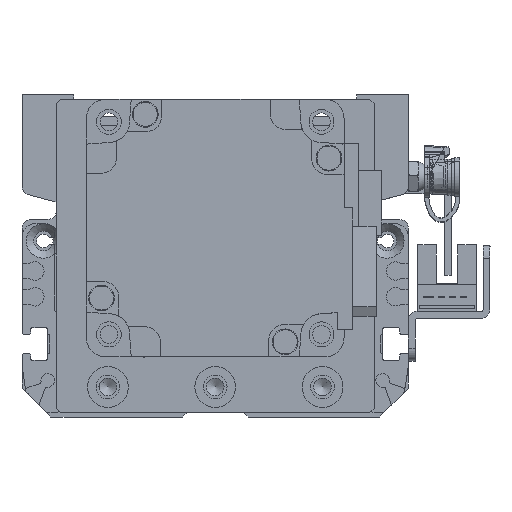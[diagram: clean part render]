
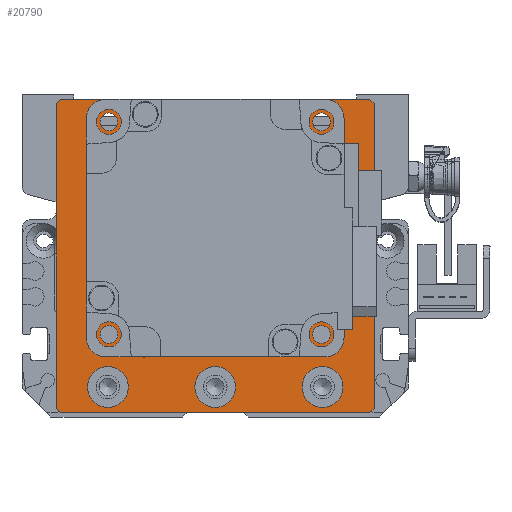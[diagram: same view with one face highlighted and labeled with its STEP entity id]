
A CAD part, left-side view. The second image highlights one B-rep face of the part: STEP entity #20790.
In plain terms, the highlighted face is planar.
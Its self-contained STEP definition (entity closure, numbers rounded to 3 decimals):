
#702=FACE_BOUND('',#3837,.T.);
#703=FACE_BOUND('',#3838,.T.);
#704=FACE_BOUND('',#3839,.T.);
#705=FACE_BOUND('',#3840,.T.);
#706=FACE_BOUND('',#3841,.T.);
#707=FACE_BOUND('',#3842,.T.);
#708=FACE_BOUND('',#3843,.T.);
#709=FACE_BOUND('',#3844,.T.);
#1115=PLANE('',#23001);
#2488=FACE_OUTER_BOUND('',#3836,.T.);
#3836=EDGE_LOOP('',(#17400,#17401,#17402,#17403,#17404,#17405,#17406,#17407));
#3837=EDGE_LOOP('',(#17408));
#3838=EDGE_LOOP('',(#17409));
#3839=EDGE_LOOP('',(#17410));
#3840=EDGE_LOOP('',(#17411));
#3841=EDGE_LOOP('',(#17412));
#3842=EDGE_LOOP('',(#17413));
#3843=EDGE_LOOP('',(#17414));
#3844=EDGE_LOOP('',(#17415));
#5457=LINE('',#34169,#7207);
#5463=LINE('',#34180,#7213);
#5470=LINE('',#34215,#7220);
#5473=LINE('',#34220,#7223);
#5479=LINE('',#34241,#7229);
#5482=LINE('',#34246,#7232);
#5483=LINE('',#34249,#7233);
#5491=LINE('',#34288,#7241);
#7207=VECTOR('',#27364,10.);
#7213=VECTOR('',#27372,10.);
#7220=VECTOR('',#27403,10.);
#7223=VECTOR('',#27408,10.);
#7229=VECTOR('',#27432,10.);
#7232=VECTOR('',#27437,10.);
#7233=VECTOR('',#27440,10.);
#7241=VECTOR('',#27490,10.);
#8604=CIRCLE('',#22970,4.75);
#8607=CIRCLE('',#22976,4.75);
#8610=CIRCLE('',#22982,4.75);
#8612=CIRCLE('',#22988,2.067);
#8613=CIRCLE('',#22990,2.067);
#8614=CIRCLE('',#22992,2.067);
#8615=CIRCLE('',#22994,2.067);
#8618=CIRCLE('',#22999,25.);
#10161=VERTEX_POINT('',#34167);
#10162=VERTEX_POINT('',#34168);
#10166=VERTEX_POINT('',#34178);
#10182=VERTEX_POINT('',#34214);
#10183=VERTEX_POINT('',#34218);
#10189=VERTEX_POINT('',#34240);
#10190=VERTEX_POINT('',#34244);
#10191=VERTEX_POINT('',#34248);
#10194=VERTEX_POINT('',#34257);
#10197=VERTEX_POINT('',#34268);
#10200=VERTEX_POINT('',#34279);
#10202=VERTEX_POINT('',#34290);
#10203=VERTEX_POINT('',#34294);
#10204=VERTEX_POINT('',#34298);
#10205=VERTEX_POINT('',#34302);
#10208=VERTEX_POINT('',#34311);
#12683=EDGE_CURVE('',#10161,#10162,#5457,.T.);
#12689=EDGE_CURVE('',#10161,#10166,#5463,.T.);
#12706=EDGE_CURVE('',#10182,#10166,#5470,.T.);
#12709=EDGE_CURVE('',#10182,#10183,#5473,.T.);
#12718=EDGE_CURVE('',#10189,#10183,#5479,.T.);
#12721=EDGE_CURVE('',#10189,#10190,#5482,.T.);
#12722=EDGE_CURVE('',#10191,#10190,#5483,.T.);
#12726=EDGE_CURVE('',#10194,#10194,#8604,.T.);
#12731=EDGE_CURVE('',#10197,#10197,#8607,.T.);
#12736=EDGE_CURVE('',#10200,#10200,#8610,.T.);
#12740=EDGE_CURVE('',#10191,#10162,#5491,.T.);
#12741=EDGE_CURVE('',#10202,#10202,#8612,.T.);
#12743=EDGE_CURVE('',#10203,#10203,#8613,.T.);
#12745=EDGE_CURVE('',#10204,#10204,#8614,.T.);
#12747=EDGE_CURVE('',#10205,#10205,#8615,.T.);
#12751=EDGE_CURVE('',#10208,#10208,#8618,.T.);
#17400=ORIENTED_EDGE('',*,*,#12683,.F.);
#17401=ORIENTED_EDGE('',*,*,#12689,.T.);
#17402=ORIENTED_EDGE('',*,*,#12706,.F.);
#17403=ORIENTED_EDGE('',*,*,#12709,.T.);
#17404=ORIENTED_EDGE('',*,*,#12718,.F.);
#17405=ORIENTED_EDGE('',*,*,#12721,.T.);
#17406=ORIENTED_EDGE('',*,*,#12722,.F.);
#17407=ORIENTED_EDGE('',*,*,#12740,.T.);
#17408=ORIENTED_EDGE('',*,*,#12726,.T.);
#17409=ORIENTED_EDGE('',*,*,#12731,.T.);
#17410=ORIENTED_EDGE('',*,*,#12736,.T.);
#17411=ORIENTED_EDGE('',*,*,#12741,.T.);
#17412=ORIENTED_EDGE('',*,*,#12743,.T.);
#17413=ORIENTED_EDGE('',*,*,#12745,.T.);
#17414=ORIENTED_EDGE('',*,*,#12747,.T.);
#17415=ORIENTED_EDGE('',*,*,#12751,.T.);
#20790=ADVANCED_FACE('',(#2488,#702,#703,#704,#705,#706,#707,#708,#709),
#1115,.T.);
#22970=AXIS2_PLACEMENT_3D('',#34258,#27450,#27451);
#22976=AXIS2_PLACEMENT_3D('',#34269,#27464,#27465);
#22982=AXIS2_PLACEMENT_3D('',#34280,#27478,#27479);
#22988=AXIS2_PLACEMENT_3D('',#34291,#27493,#27494);
#22990=AXIS2_PLACEMENT_3D('',#34295,#27498,#27499);
#22992=AXIS2_PLACEMENT_3D('',#34299,#27503,#27504);
#22994=AXIS2_PLACEMENT_3D('',#34303,#27508,#27509);
#22999=AXIS2_PLACEMENT_3D('',#34312,#27519,#27520);
#23001=AXIS2_PLACEMENT_3D('',#34316,#27525,#27526);
#27364=DIRECTION('',(0.707,-0.707,0.));
#27372=DIRECTION('',(-1.,0.,0.));
#27403=DIRECTION('',(0.707,0.707,0.));
#27408=DIRECTION('',(0.,-1.,0.));
#27432=DIRECTION('',(-0.707,0.707,0.));
#27437=DIRECTION('',(1.,0.,0.));
#27440=DIRECTION('',(-0.707,-0.707,0.));
#27450=DIRECTION('center_axis',(0.,0.,-1.));
#27451=DIRECTION('ref_axis',(1.,0.,0.));
#27464=DIRECTION('center_axis',(0.,0.,-1.));
#27465=DIRECTION('ref_axis',(1.,0.,0.));
#27478=DIRECTION('center_axis',(0.,0.,-1.));
#27479=DIRECTION('ref_axis',(1.,0.,0.));
#27490=DIRECTION('',(0.,1.,0.));
#27493=DIRECTION('center_axis',(0.,0.,-1.));
#27494=DIRECTION('ref_axis',(1.,0.,0.));
#27498=DIRECTION('center_axis',(0.,0.,-1.));
#27499=DIRECTION('ref_axis',(1.,0.,0.));
#27503=DIRECTION('center_axis',(0.,0.,-1.));
#27504=DIRECTION('ref_axis',(1.,0.,0.));
#27508=DIRECTION('center_axis',(0.,0.,-1.));
#27509=DIRECTION('ref_axis',(1.,0.,0.));
#27519=DIRECTION('center_axis',(0.,0.,-1.));
#27520=DIRECTION('ref_axis',(1.,0.,0.));
#27525=DIRECTION('center_axis',(0.,0.,1.));
#27526=DIRECTION('ref_axis',(1.,0.,0.));
#34167=CARTESIAN_POINT('',(36.,37.5,59.));
#34168=CARTESIAN_POINT('',(37.,36.5,59.));
#34169=CARTESIAN_POINT('',(36.625,36.875,59.));
#34178=CARTESIAN_POINT('',(-36.,37.5,59.));
#34180=CARTESIAN_POINT('',(37.,37.5,59.));
#34214=CARTESIAN_POINT('',(-37.,36.5,59.));
#34215=CARTESIAN_POINT('',(-36.625,36.875,59.));
#34218=CARTESIAN_POINT('',(-37.,-34.5,59.));
#34220=CARTESIAN_POINT('',(-37.,35.5,59.));
#34240=CARTESIAN_POINT('',(-36.,-35.5,59.));
#34241=CARTESIAN_POINT('',(-36.125,-35.375,59.));
#34244=CARTESIAN_POINT('',(36.,-35.5,59.));
#34246=CARTESIAN_POINT('',(-37.,-35.5,59.));
#34248=CARTESIAN_POINT('',(37.,-34.5,59.));
#34249=CARTESIAN_POINT('',(36.125,-35.375,59.));
#34257=CARTESIAN_POINT('',(-29.75,-29.5,59.));
#34258=CARTESIAN_POINT('Origin',(-25.,-29.5,59.));
#34268=CARTESIAN_POINT('',(-4.75,-29.5,59.));
#34269=CARTESIAN_POINT('Origin',(0.,-29.5,59.));
#34279=CARTESIAN_POINT('',(20.25,-29.5,59.));
#34280=CARTESIAN_POINT('Origin',(25.,-29.5,59.));
#34288=CARTESIAN_POINT('',(37.,-35.5,59.));
#34290=CARTESIAN_POINT('',(-26.816,-17.249,59.));
#34291=CARTESIAN_POINT('Origin',(-24.749,-17.249,59.));
#34294=CARTESIAN_POINT('',(-26.816,32.249,59.));
#34295=CARTESIAN_POINT('Origin',(-24.749,32.249,59.));
#34298=CARTESIAN_POINT('',(22.682,32.249,59.));
#34299=CARTESIAN_POINT('Origin',(24.749,32.249,59.));
#34302=CARTESIAN_POINT('',(22.682,-17.249,59.));
#34303=CARTESIAN_POINT('Origin',(24.749,-17.249,59.));
#34311=CARTESIAN_POINT('',(-25.,7.5,59.));
#34312=CARTESIAN_POINT('Origin',(0.,7.5,59.));
#34316=CARTESIAN_POINT('Origin',(0.,0.,
59.));
